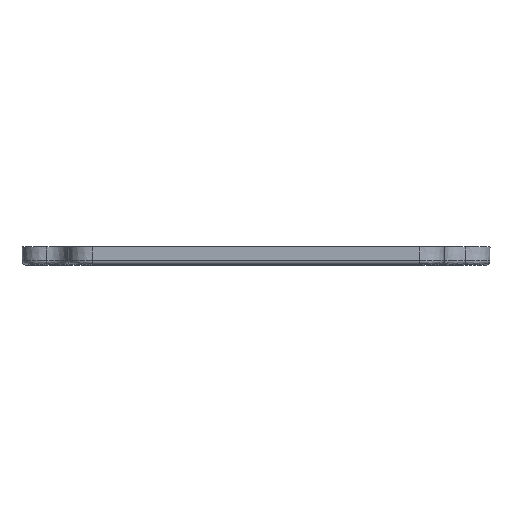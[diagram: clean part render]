
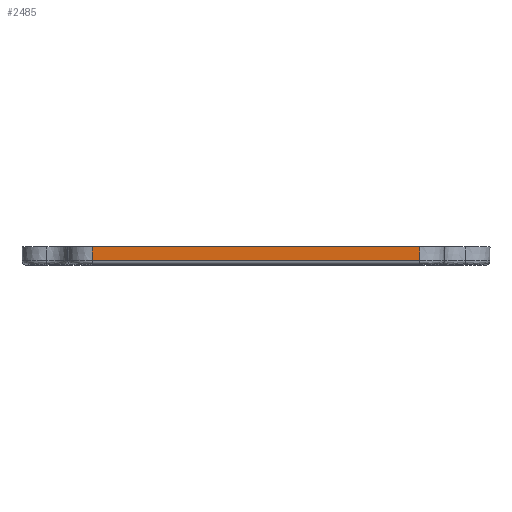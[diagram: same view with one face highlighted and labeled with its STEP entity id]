
A CAD part, top view. The second image highlights one B-rep face of the part: STEP entity #2485.
In plain terms, the highlighted planar face has unit normal (0, -0.018, 1).
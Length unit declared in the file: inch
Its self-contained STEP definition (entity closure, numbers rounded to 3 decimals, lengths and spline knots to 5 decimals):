
#55 = EDGE_LOOP ( 'NONE', ( #2545, #221, #2654, #2605 ) ) ;
#171 = DIRECTION ( 'NONE',  ( 0., -1., -0.017 ) ) ;
#221 = ORIENTED_EDGE ( 'NONE', *, *, #955, .T. ) ;
#248 = VERTEX_POINT ( 'NONE', #2013 ) ;
#317 = VERTEX_POINT ( 'NONE', #921 ) ;
#399 = CARTESIAN_POINT ( 'NONE',  ( 1.62402, 0.03868, 2.28006 ) ) ;
#560 = CARTESIAN_POINT ( 'NONE',  ( 1.62402, 19645.66929, 345.19582 ) ) ;
#590 = LINE ( 'NONE', #1041, #1246 ) ;
#602 = VECTOR ( 'NONE', #1463, 39.37008 ) ;
#750 = DIRECTION ( 'NONE',  ( 0., -0.017, 1. ) ) ;
#848 = CARTESIAN_POINT ( 'NONE',  ( 1.86909, 0.17717, 2.28248 ) ) ;
#870 = EDGE_CURVE ( 'NONE', #317, #248, #590, .T. ) ;
#921 = CARTESIAN_POINT ( 'NONE',  ( -1.62402, 0.17717, 2.28248 ) ) ;
#955 = EDGE_CURVE ( 'NONE', #248, #2309, #1833, .T. ) ;
#979 = DIRECTION ( 'NONE',  ( 0., -1., -0.017 ) ) ;
#1024 = CARTESIAN_POINT ( 'NONE',  ( 1.62402, 0.03868, 2.28006 ) ) ;
#1041 = CARTESIAN_POINT ( 'NONE',  ( -1.62402, 0.03868, 2.28006 ) ) ;
#1043 = DIRECTION ( 'NONE',  ( 1., 0., 0. ) ) ;
#1106 = VECTOR ( 'NONE', #1043, 39.37008 ) ;
#1229 = CARTESIAN_POINT ( 'NONE',  ( 1.62402, 0.17717, 2.28248 ) ) ;
#1246 = VECTOR ( 'NONE', #171, 39.37008 ) ;
#1436 = PLANE ( 'NONE',  #2736 ) ;
#1463 = DIRECTION ( 'NONE',  ( 1., 0., 0. ) ) ;
#1494 = EDGE_CURVE ( 'NONE', #317, #2157, #2560, .T. ) ;
#1629 = LINE ( 'NONE', #560, #2145 ) ;
#1676 = FACE_OUTER_BOUND ( 'NONE', #55, .T. ) ;
#1775 = EDGE_CURVE ( 'NONE', #2157, #2309, #1629, .T. ) ;
#1833 = LINE ( 'NONE', #1024, #602 ) ;
#1840 = DIRECTION ( 'NONE',  ( 0., -1., -0.017 ) ) ;
#2013 = CARTESIAN_POINT ( 'NONE',  ( -1.62402, 0.03868, 2.28006 ) ) ;
#2145 = VECTOR ( 'NONE', #1840, 39.37008 ) ;
#2157 = VERTEX_POINT ( 'NONE', #1229 ) ;
#2309 = VERTEX_POINT ( 'NONE', #399 ) ;
#2485 = ADVANCED_FACE ( 'NONE', ( #1676 ), #1436, .T. ) ;
#2545 = ORIENTED_EDGE ( 'NONE', *, *, #870, .T. ) ;
#2560 = LINE ( 'NONE', #848, #1106 ) ;
#2605 = ORIENTED_EDGE ( 'NONE', *, *, #1494, .F. ) ;
#2654 = ORIENTED_EDGE ( 'NONE', *, *, #1775, .F. ) ;
#2688 = CARTESIAN_POINT ( 'NONE',  ( 1.62402, 0.03868, 2.28006 ) ) ;
#2736 = AXIS2_PLACEMENT_3D ( 'NONE', #2688, #750, #979 ) ;
